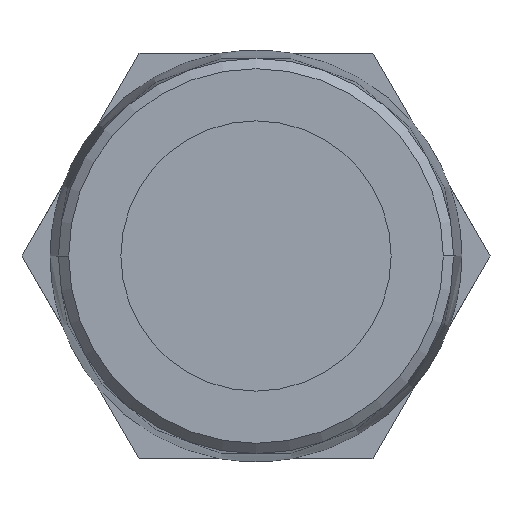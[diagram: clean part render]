
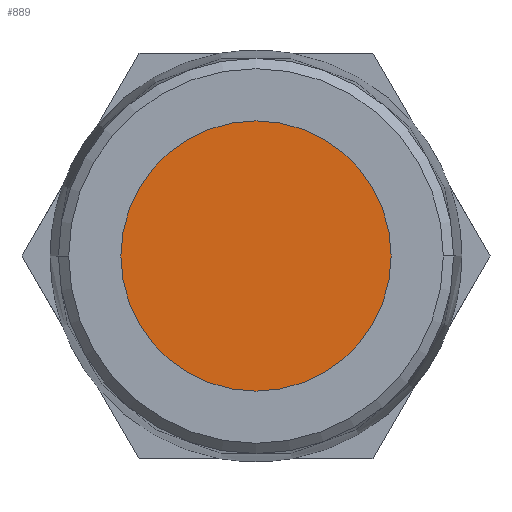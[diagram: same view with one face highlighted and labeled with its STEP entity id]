
A CAD part, left-side view. The second image highlights one B-rep face of the part: STEP entity #889.
In plain terms, the highlighted planar face has unit normal (-1, 0, 0).
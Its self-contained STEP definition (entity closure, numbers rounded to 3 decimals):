
#33 = CARTESIAN_POINT ( 'NONE',  ( 39.84, 0., 0. ) ) ;
#104 = ORIENTED_EDGE ( 'NONE', *, *, #570, .T. ) ;
#127 = CARTESIAN_POINT ( 'NONE',  ( 39.84, 0., 0. ) ) ;
#146 = CIRCLE ( 'NONE', #402, 7. ) ;
#149 = CIRCLE ( 'NONE', #194, 7. ) ;
#166 = EDGE_LOOP ( 'NONE', ( #104, #749 ) ) ;
#194 = AXIS2_PLACEMENT_3D ( 'NONE', #33, #495, #985 ) ;
#218 = CARTESIAN_POINT ( 'NONE',  ( 39.84, 7., 0. ) ) ;
#332 = VERTEX_POINT ( 'NONE', #887 ) ;
#348 = DIRECTION ( 'NONE',  ( 0., -1., 0. ) ) ;
#358 = FACE_OUTER_BOUND ( 'NONE', #166, .T. ) ;
#402 = AXIS2_PLACEMENT_3D ( 'NONE', #127, #435, #348 ) ;
#413 = EDGE_CURVE ( 'NONE', #525, #332, #149, .T. ) ;
#435 = DIRECTION ( 'NONE',  ( -1., 0., 0. ) ) ;
#495 = DIRECTION ( 'NONE',  ( -1., 0., 0. ) ) ;
#525 = VERTEX_POINT ( 'NONE', #218 ) ;
#570 = EDGE_CURVE ( 'NONE', #332, #525, #146, .T. ) ;
#749 = ORIENTED_EDGE ( 'NONE', *, *, #413, .T. ) ;
#766 = DIRECTION ( 'NONE',  ( 0., -1., 0. ) ) ;
#771 = DIRECTION ( 'NONE',  ( -1., 0., 0. ) ) ;
#836 = CARTESIAN_POINT ( 'NONE',  ( 39.84, 0., 0. ) ) ;
#845 = PLANE ( 'NONE',  #943 ) ;
#887 = CARTESIAN_POINT ( 'NONE',  ( 39.84, -7., 0. ) ) ;
#889 = ADVANCED_FACE ( 'NONE', ( #358 ), #845, .T. ) ;
#943 = AXIS2_PLACEMENT_3D ( 'NONE', #836, #771, #766 ) ;
#985 = DIRECTION ( 'NONE',  ( 0., -1., 0. ) ) ;
